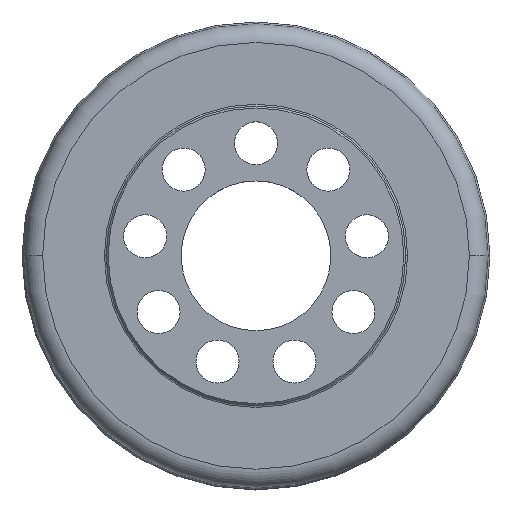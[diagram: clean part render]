
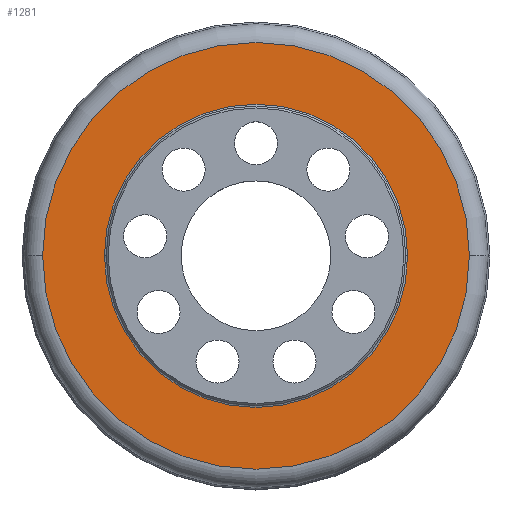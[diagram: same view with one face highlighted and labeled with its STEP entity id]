
A CAD part, top view. The second image highlights one B-rep face of the part: STEP entity #1281.
In plain terms, the highlighted planar face has unit normal (0, 0, 1).
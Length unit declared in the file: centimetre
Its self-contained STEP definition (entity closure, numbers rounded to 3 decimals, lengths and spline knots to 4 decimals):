
#28 = AXIS2_PLACEMENT_3D ( 'NONE', #1296, #1180, #131 ) ;
#81 = CIRCLE ( 'NONE', #421, 2.28 ) ;
#105 = DIRECTION ( 'NONE',  ( 0., 0., 1. ) ) ;
#131 = DIRECTION ( 'NONE',  ( 1., 0., 0. ) ) ;
#141 = CARTESIAN_POINT ( 'NONE',  ( 2.28, 0., 1.23 ) ) ;
#147 = CIRCLE ( 'NONE', #1491, 2.28 ) ;
#205 = DIRECTION ( 'NONE',  ( 0., 0., 1. ) ) ;
#244 = EDGE_CURVE ( 'NONE', #633, #258, #81, .T. ) ;
#257 = CARTESIAN_POINT ( 'NONE',  ( -1.62, 0., 1.23 ) ) ;
#258 = VERTEX_POINT ( 'NONE', #1123 ) ;
#311 = DIRECTION ( 'NONE',  ( 0., 0., 1. ) ) ;
#323 = CARTESIAN_POINT ( 'NONE',  ( 0., 0., 1.23 ) ) ;
#363 = CIRCLE ( 'NONE', #1381, 1.62 ) ;
#365 = FACE_OUTER_BOUND ( 'NONE', #963, .T. ) ;
#421 = AXIS2_PLACEMENT_3D ( 'NONE', #323, #311, #1130 ) ;
#460 = PLANE ( 'NONE',  #1028 ) ;
#477 = EDGE_CURVE ( 'NONE', #656, #629, #810, .T. ) ;
#567 = CARTESIAN_POINT ( 'NONE',  ( 0., 0., 1.23 ) ) ;
#629 = VERTEX_POINT ( 'NONE', #947 ) ;
#633 = VERTEX_POINT ( 'NONE', #141 ) ;
#656 = VERTEX_POINT ( 'NONE', #257 ) ;
#736 = DIRECTION ( 'NONE',  ( 1., 0., 0. ) ) ;
#759 = ORIENTED_EDGE ( 'NONE', *, *, #1316, .T. ) ;
#810 = CIRCLE ( 'NONE', #28, 1.62 ) ;
#841 = EDGE_CURVE ( 'NONE', #629, #656, #363, .T. ) ;
#947 = CARTESIAN_POINT ( 'NONE',  ( 1.62, 0., 1.23 ) ) ;
#963 = EDGE_LOOP ( 'NONE', ( #1132, #759 ) ) ;
#1019 = DIRECTION ( 'NONE',  ( 1., 0., 0. ) ) ;
#1028 = AXIS2_PLACEMENT_3D ( 'NONE', #1368, #105, #736 ) ;
#1076 = ORIENTED_EDGE ( 'NONE', *, *, #477, .T. ) ;
#1123 = CARTESIAN_POINT ( 'NONE',  ( -2.28, 0., 1.23 ) ) ;
#1130 = DIRECTION ( 'NONE',  ( 1., 0., 0. ) ) ;
#1132 = ORIENTED_EDGE ( 'NONE', *, *, #244, .T. ) ;
#1180 = DIRECTION ( 'NONE',  ( 0., 0., -1. ) ) ;
#1248 = DIRECTION ( 'NONE',  ( 1., 0., 0. ) ) ;
#1257 = CARTESIAN_POINT ( 'NONE',  ( 0., 0., 1.23 ) ) ;
#1279 = EDGE_LOOP ( 'NONE', ( #1371, #1076 ) ) ;
#1281 = ADVANCED_FACE ( 'NONE', ( #1447, #365 ), #460, .T. ) ;
#1296 = CARTESIAN_POINT ( 'NONE',  ( 0., 0., 1.23 ) ) ;
#1316 = EDGE_CURVE ( 'NONE', #258, #633, #147, .T. ) ;
#1368 = CARTESIAN_POINT ( 'NONE',  ( 0., 0., 1.23 ) ) ;
#1371 = ORIENTED_EDGE ( 'NONE', *, *, #841, .T. ) ;
#1381 = AXIS2_PLACEMENT_3D ( 'NONE', #567, #1464, #1248 ) ;
#1447 = FACE_BOUND ( 'NONE', #1279, .T. ) ;
#1464 = DIRECTION ( 'NONE',  ( 0., 0., -1. ) ) ;
#1491 = AXIS2_PLACEMENT_3D ( 'NONE', #1257, #205, #1019 ) ;
